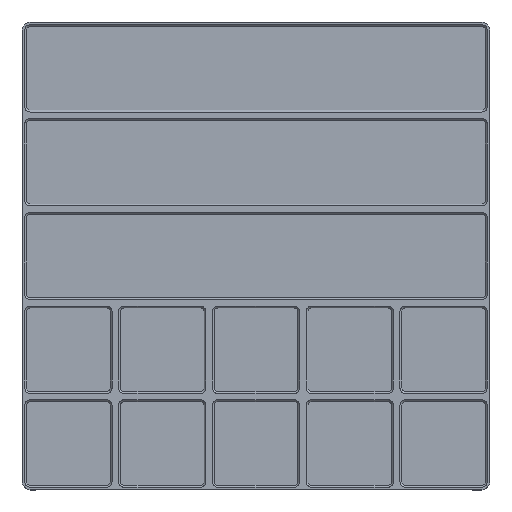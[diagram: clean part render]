
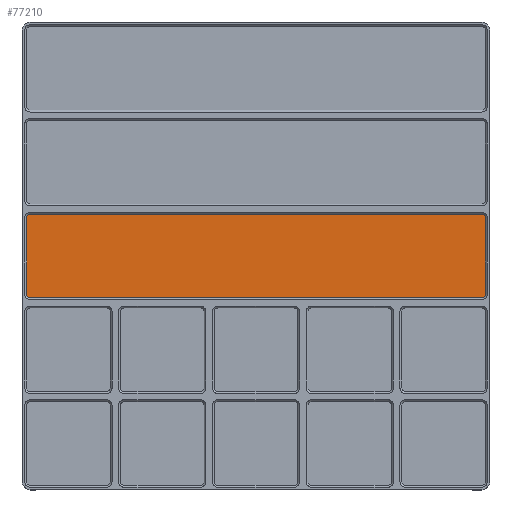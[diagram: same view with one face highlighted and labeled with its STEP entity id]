
A CAD part, top view. The second image highlights one B-rep face of the part: STEP entity #77210.
In plain terms, the highlighted planar face has unit normal (0, 0, 1).
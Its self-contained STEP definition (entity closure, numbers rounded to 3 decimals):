
#73970=CARTESIAN_POINT('',(86.25,171.85,7.));
#73980=VERTEX_POINT('',#73970);
#74010=CARTESIAN_POINT('',(87.85,171.85,7.));
#74020=DIRECTION('',(0.,0.,-1.));
#74030=DIRECTION('',(1.,0.,0.));
#74040=AXIS2_PLACEMENT_3D('',#74010,#74020,#74030);
#74050=CIRCLE('',#74040,1.6);
#74060=CARTESIAN_POINT('',(87.85,170.25,7.));
#74070=VERTEX_POINT('',#74060);
#74080=EDGE_CURVE('',#74070,#73980,#74050,.T.);
#76350=CARTESIAN_POINT('',(291.75,206.15,7.));
#76360=VERTEX_POINT('',#76350);
#76390=CARTESIAN_POINT('',(290.15,206.15,7.));
#76400=DIRECTION('',(0.,0.,-1.));
#76410=DIRECTION('',(1.,0.,0.));
#76420=AXIS2_PLACEMENT_3D('',#76390,#76400,#76410);
#76430=CIRCLE('',#76420,1.6);
#76440=CARTESIAN_POINT('',(290.15,207.75,7.));
#76450=VERTEX_POINT('',#76440);
#76460=EDGE_CURVE('',#76450,#76360,#76430,.T.);
#76660=CARTESIAN_POINT('',(273.,189.,7.));
#76670=DIRECTION('',(0.,0.,1.));
#76680=DIRECTION('',(-1.,0.,0.));
#76690=AXIS2_PLACEMENT_3D('',#76660,#76670,#76680);
#76700=PLANE('',#76690);
#76710=CARTESIAN_POINT('',(290.15,171.85,7.));
#76720=DIRECTION('',(0.,0.,-1.));
#76730=DIRECTION('',(1.,0.,0.));
#76740=AXIS2_PLACEMENT_3D('',#76710,#76720,#76730);
#76750=CIRCLE('',#76740,1.6);
#76760=CARTESIAN_POINT('',(291.75,171.85,7.));
#76770=VERTEX_POINT('',#76760);
#76780=CARTESIAN_POINT('',(290.15,170.25,7.));
#76790=VERTEX_POINT('',#76780);
#76800=EDGE_CURVE('',#76770,#76790,#76750,.T.);
#76810=ORIENTED_EDGE('',*,*,#76800,.F.);
#76820=CARTESIAN_POINT('',(121.,170.25,7.));
#76830=DIRECTION('',(-1.,0.,0.));
#76840=VECTOR('',#76830,1.);
#76850=LINE('',#76820,#76840);
#76860=EDGE_CURVE('',#76790,#74070,#76850,.T.);
#76870=ORIENTED_EDGE('',*,*,#76860,.F.);
#76880=ORIENTED_EDGE('',*,*,#74080,.F.);
#76890=CARTESIAN_POINT('',(86.25,173.,7.));
#76900=DIRECTION('',(0.,1.,0.));
#76910=VECTOR('',#76900,1.);
#76920=LINE('',#76890,#76910);
#76930=CARTESIAN_POINT('',(86.25,206.15,7.));
#76940=VERTEX_POINT('',#76930);
#76950=EDGE_CURVE('',#73980,#76940,#76920,.T.);
#76960=ORIENTED_EDGE('',*,*,#76950,.F.);
#76970=CARTESIAN_POINT('',(87.85,206.15,7.));
#76980=DIRECTION('',(0.,0.,-1.));
#76990=DIRECTION('',(1.,0.,0.));
#77000=AXIS2_PLACEMENT_3D('',#76970,#76980,#76990);
#77010=CIRCLE('',#77000,1.6);
#77020=CARTESIAN_POINT('',(87.85,207.75,7.));
#77030=VERTEX_POINT('',#77020);
#77040=EDGE_CURVE('',#76940,#77030,#77010,.T.);
#77050=ORIENTED_EDGE('',*,*,#77040,.F.);
#77060=CARTESIAN_POINT('',(257.,207.75,7.));
#77070=DIRECTION('',(1.,0.,0.));
#77080=VECTOR('',#77070,1.);
#77090=LINE('',#77060,#77080);
#77100=EDGE_CURVE('',#77030,#76450,#77090,.T.);
#77110=ORIENTED_EDGE('',*,*,#77100,.F.);
#77120=ORIENTED_EDGE('',*,*,#76460,.F.);
#77130=CARTESIAN_POINT('',(291.75,205.,7.));
#77140=DIRECTION('',(0.,-1.,0.));
#77150=VECTOR('',#77140,1.);
#77160=LINE('',#77130,#77150);
#77170=EDGE_CURVE('',#76360,#76770,#77160,.T.);
#77180=ORIENTED_EDGE('',*,*,#77170,.F.);
#77190=EDGE_LOOP('',(#77180,#77120,#77110,#77050,#76960,#76880,#76870,
#76810));
#77200=FACE_OUTER_BOUND('',#77190,.T.);
#77210=ADVANCED_FACE('',(#77200),#76700,.T.);
